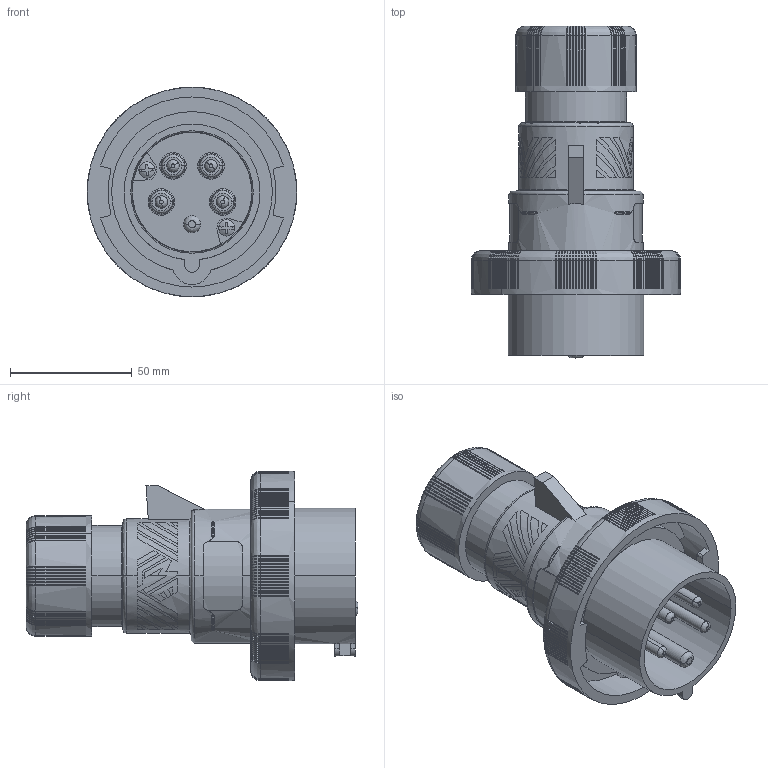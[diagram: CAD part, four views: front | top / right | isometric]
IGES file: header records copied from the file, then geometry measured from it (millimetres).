
Start section: Elysium IGES Interface
Global section: file name: PHW_1665_SV.igs; native system: Creo Elements/Direct Modeling 18.0B  02-Dec-2011; preprocessor: Creo Element/Direct IGES_3D V2.2; author: Unknown; organization: Unknown; date: 20120918.115121; units: millimetre
Bounding box: 86 x 136.2 x 86 mm (x, y, z)
Surface area: 71977.3 mm2 (no closed solid volume)
Topology: 0 solids, 1 shells, 1535 faces, 4193 edges, 2360 vertices
Faces by surface type: bspline 1535
